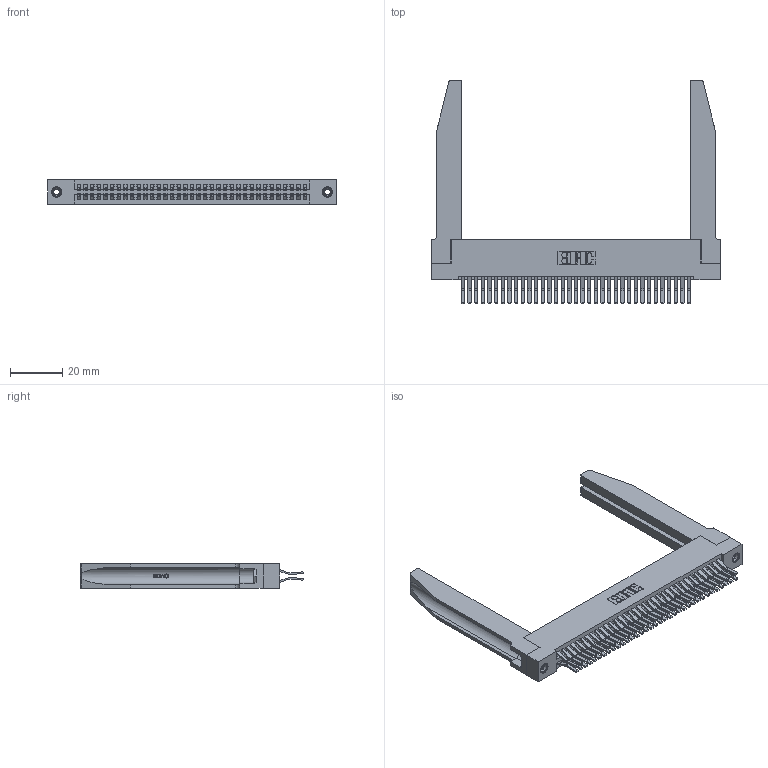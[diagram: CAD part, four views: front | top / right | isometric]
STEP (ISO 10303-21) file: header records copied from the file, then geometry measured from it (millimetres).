
FILE_DESCRIPTION (( 'STEP AP203' ), '1' );
FILE_NAME ('395-070-560-278.STEP', '2019-10-24T11:24:22', ( '' ), ( '' ), 'SwSTEP 2.0', 'SolidWorks 2016', '' );
FILE_SCHEMA (( 'CONFIG_CONTROL_DESIGN' ));
Length unit declared in the file: inch
Products named in the file (5): 345 Part_Flush Mounting Lugs - 0.156 Dia-TH; 345-292-001_560 Tail; 345-250-001_345-250-001-102; 345-220-078_345-220-078; 395-070-560-278
Assembly tree (75 placements, depth 2):
  395-070-560-278
    345 Part_Flush Mounting Lugs - 0.156 Dia-TH
    345-292-001_560 Tail  x70
    345-250-001_345-250-001-102  x2
    345-220-078_345-220-078  x2
Bounding box: 110.13 x 85.41 x 9.4 mm (x, y, z)
Volume: 18862.8 mm3; surface area: 24279.4 mm2
Topology: 75 solids, 75 shells, 4000 faces, 11799 edges, 7762 vertices
Faces by surface type: plane 2532, cylinder 1416, bspline 36, cone 12, torus 4
Entity records: 33232 total; most frequent: CARTESIAN_POINT 6495, ORIENTED_EDGE 5326, DIRECTION 4733, EDGE_CURVE 2663, LINE 2293, VECTOR 2293, VERTEX_POINT 1768, AXIS2_PLACEMENT_3D 1220
